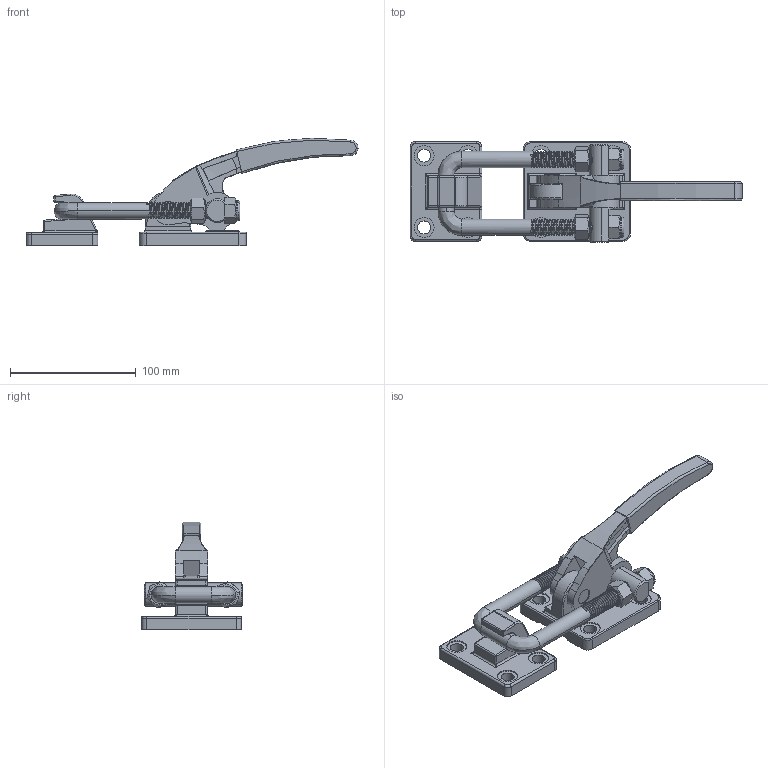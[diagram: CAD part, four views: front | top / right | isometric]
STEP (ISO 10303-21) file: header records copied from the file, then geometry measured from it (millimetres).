
FILE_DESCRIPTION (( 'STEP AP214' ), '1' );
FILE_NAME ('DST-40380.STEP', '2023-09-12T07:20:34', ( '' ), ( '' ), 'SwSTEP 2.0', 'SolidWorks 2015', '' );
FILE_SCHEMA (( 'AUTOMOTIVE_DESIGN' ));
Length unit declared in the file: millimetre
Products named in the file (10): CH-40370-04 PERMANENT SEAT; CH-40380-02 HOOK; CH-40380-07; CH-40380-05 ROTOR; CH-40380-06; CH-40380-01 BASE; DST-40380; CH-40380-03 HANDLE; 1-2-12 NUT; 1-2 LOOK NUT
Assembly tree (11 placements, depth 2):
  DST-40380
    CH-40380-01 BASE
    CH-40380-03 HANDLE
    CH-40380-07
    CH-40380-06
    CH-40380-05 ROTOR
    CH-40380-02 HOOK
    1-2 LOOK NUT  x2
    1-2-12 NUT  x2
    CH-40370-04 PERMANENT SEAT
Bounding box: 264.35 x 80.16 x 85.48 mm (x, y, z)
Volume: 267582.2 mm3; surface area: 91689.7 mm2
Topology: 11 solids, 11 shells, 1038 faces, 2905 edges, 1892 vertices
Faces by surface type: plane 576, cylinder 333, bspline 79, cone 50
Entity records: 41966 total; most frequent: CARTESIAN_POINT 17628, ORIENTED_EDGE 5448, DIRECTION 4626, EDGE_CURVE 2724, VERTEX_POINT 1778, LINE 1556, VECTOR 1556, AXIS2_PLACEMENT_3D 1535
